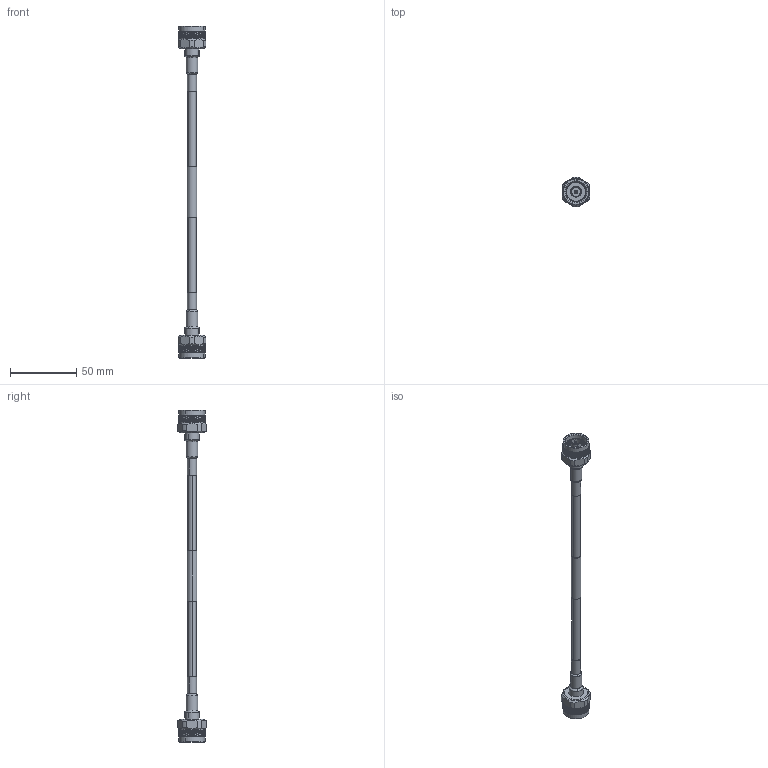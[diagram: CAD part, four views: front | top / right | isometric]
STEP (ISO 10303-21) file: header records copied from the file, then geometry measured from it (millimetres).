
FILE_DESCRIPTION (( 'STEP AP214' ), '1' );
FILE_NAME ('FMC0101245-SP_3D.step', '2025-04-03T16:24:50', ( '' ), ( '' ), 'SwSTEP 2.0', 'SolidWorks 2022', '' );
FILE_SCHEMA (( 'AUTOMOTIVE_DESIGN' ));
Length unit declared in the file: inch
Products named in the file (3): FMC0101245-SP_3D; TC-240-NMH-X^FMC0101245-SP_Heat Shrink; LMR-240-UF^FMC0101245-SP_LMR-240
Assembly tree (3 placements, depth 2):
  FMC0101245-SP_3D
    LMR-240-UF^FMC0101245-SP_LMR-240
    TC-240-NMH-X^FMC0101245-SP_Heat Shrink  x2
Bounding box: 20.62 x 22.22 x 251.29 mm (x, y, z)
Volume: 16342 mm3; surface area: 10809.2 mm2
Topology: 3 solids, 3 shells, 4422 faces, 9558 edges, 5156 vertices
Faces by surface type: bspline 3374, cylinder 932, plane 66, cone 46, torus 4
Entity records: 75629 total; most frequent: CARTESIAN_POINT 46130, ORIENTED_EDGE 9576, EDGE_CURVE 4788, VERTEX_POINT 2584, EDGE_LOOP 2224, ADVANCED_FACE 2216, FACE_OUTER_BOUND 2216, B_SPLINE_CURVE_WITH_KNOTS 2081
